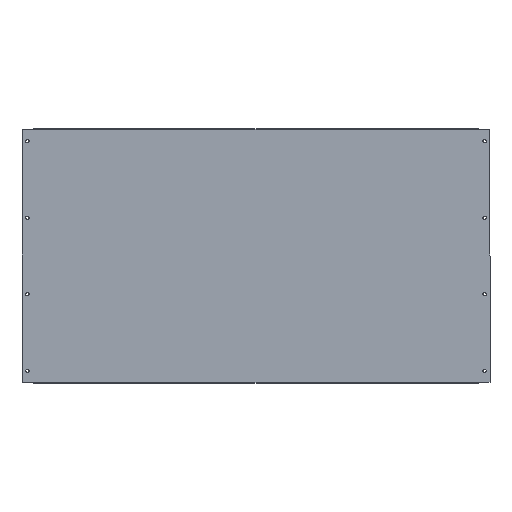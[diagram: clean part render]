
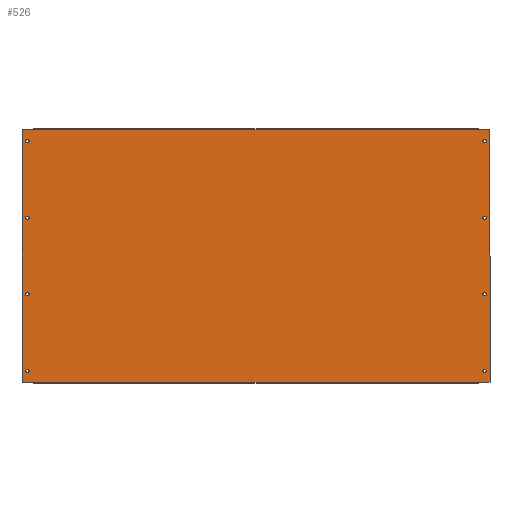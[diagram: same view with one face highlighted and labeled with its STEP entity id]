
A CAD part, top view. The second image highlights one B-rep face of the part: STEP entity #526.
In plain terms, the highlighted planar face has unit normal (0, 0, 1).
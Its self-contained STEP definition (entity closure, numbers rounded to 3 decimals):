
#1 = VERTEX_POINT ( 'NONE', #329 ) ;
#13 = VECTOR ( 'NONE', #789, 1000. ) ;
#17 = LINE ( 'NONE', #913, #220 ) ;
#18 = EDGE_CURVE ( 'NONE', #1, #1, #554, .T. ) ;
#30 = EDGE_LOOP ( 'NONE', ( #745 ) ) ;
#36 = EDGE_CURVE ( 'NONE', #835, #585, #731, .T. ) ;
#46 = CARTESIAN_POINT ( 'NONE',  ( 903.15, 322.5, 0. ) ) ;
#63 = EDGE_CURVE ( 'NONE', #623, #623, #529, .T. ) ;
#65 = DIRECTION ( 'NONE',  ( -1., 0., 0. ) ) ;
#67 = EDGE_LOOP ( 'NONE', ( #675 ) ) ;
#72 = DIRECTION ( 'NONE',  ( -1., 0., 0. ) ) ;
#80 = CIRCLE ( 'NONE', #819, 3.25 ) ;
#83 = EDGE_CURVE ( 'NONE', #585, #803, #17, .T. ) ;
#96 = CARTESIAN_POINT ( 'NONE',  ( 0., 0., 0. ) ) ;
#105 = ORIENTED_EDGE ( 'NONE', *, *, #967, .F. ) ;
#118 = VERTEX_POINT ( 'NONE', #741 ) ;
#125 = DIRECTION ( 'NONE',  ( -1., 0., 0. ) ) ;
#129 = CARTESIAN_POINT ( 'NONE',  ( 0., 0., 0. ) ) ;
#131 = FACE_BOUND ( 'NONE', #958, .T. ) ;
#141 = DIRECTION ( 'NONE',  ( -1., 0., 0. ) ) ;
#143 = CIRCLE ( 'NONE', #202, 3.25 ) ;
#144 = DIRECTION ( 'NONE',  ( 0., 0., -1. ) ) ;
#148 = AXIS2_PLACEMENT_3D ( 'NONE', #201, #407, #125 ) ;
#152 = CARTESIAN_POINT ( 'NONE',  ( 906.4, 472.5, 0. ) ) ;
#154 = CARTESIAN_POINT ( 'NONE',  ( 893.5, 495., 0. ) ) ;
#157 = FACE_BOUND ( 'NONE', #501, .T. ) ;
#158 = EDGE_LOOP ( 'NONE', ( #357 ) ) ;
#161 = DIRECTION ( 'NONE',  ( -1., 0., 0. ) ) ;
#163 = DIRECTION ( 'NONE',  ( 0., 0., -1. ) ) ;
#166 = VECTOR ( 'NONE', #1005, 1000. ) ;
#170 = CARTESIAN_POINT ( 'NONE',  ( 903.15, 22.5, 0. ) ) ;
#172 = CARTESIAN_POINT ( 'NONE',  ( 0., 0., 0. ) ) ;
#178 = VERTEX_POINT ( 'NONE', #838 ) ;
#180 = FACE_BOUND ( 'NONE', #30, .T. ) ;
#193 = LINE ( 'NONE', #670, #166 ) ;
#201 = CARTESIAN_POINT ( 'NONE',  ( 906.4, 322.5, 0. ) ) ;
#202 = AXIS2_PLACEMENT_3D ( 'NONE', #291, #315, #713 ) ;
#209 = ORIENTED_EDGE ( 'NONE', *, *, #722, .T. ) ;
#220 = VECTOR ( 'NONE', #752, 1000. ) ;
#230 = LINE ( 'NONE', #576, #855 ) ;
#233 = LINE ( 'NONE', #303, #261 ) ;
#238 = VERTEX_POINT ( 'NONE', #691 ) ;
#243 = VERTEX_POINT ( 'NONE', #368 ) ;
#252 = PLANE ( 'NONE',  #711 ) ;
#261 = VECTOR ( 'NONE', #293, 1000. ) ;
#266 = ORIENTED_EDGE ( 'NONE', *, *, #533, .T. ) ;
#275 = VERTEX_POINT ( 'NONE', #626 ) ;
#280 = DIRECTION ( 'NONE',  ( -1., 0., 0. ) ) ;
#283 = EDGE_LOOP ( 'NONE', ( #555 ) ) ;
#284 = LINE ( 'NONE', #989, #693 ) ;
#291 = CARTESIAN_POINT ( 'NONE',  ( 10.6, 22.5, 0. ) ) ;
#293 = DIRECTION ( 'NONE',  ( 0., 1., 0. ) ) ;
#299 = DIRECTION ( 'NONE',  ( -1., 0., 0. ) ) ;
#300 = ORIENTED_EDGE ( 'NONE', *, *, #843, .T. ) ;
#303 = CARTESIAN_POINT ( 'NONE',  ( 917., 0., 0. ) ) ;
#310 = DIRECTION ( 'NONE',  ( 0., 0., -1. ) ) ;
#315 = DIRECTION ( 'NONE',  ( 0., 0., -1. ) ) ;
#326 = ORIENTED_EDGE ( 'NONE', *, *, #1022, .T. ) ;
#329 = CARTESIAN_POINT ( 'NONE',  ( 7.35, 172.5, 0. ) ) ;
#337 = CARTESIAN_POINT ( 'NONE',  ( 10.6, 472.5, 0. ) ) ;
#341 = DIRECTION ( 'NONE',  ( 0., 0., -1. ) ) ;
#346 = VERTEX_POINT ( 'NONE', #844 ) ;
#347 = FACE_BOUND ( 'NONE', #158, .T. ) ;
#349 = ORIENTED_EDGE ( 'NONE', *, *, #83, .T. ) ;
#356 = EDGE_CURVE ( 'NONE', #178, #178, #414, .T. ) ;
#357 = ORIENTED_EDGE ( 'NONE', *, *, #897, .T. ) ;
#368 = CARTESIAN_POINT ( 'NONE',  ( 23.5, 495., 0. ) ) ;
#385 = EDGE_CURVE ( 'NONE', #238, #118, #193, .T. ) ;
#407 = DIRECTION ( 'NONE',  ( 0., 0., -1. ) ) ;
#411 = EDGE_CURVE ( 'NONE', #243, #544, #538, .T. ) ;
#414 = CIRCLE ( 'NONE', #497, 3.25 ) ;
#423 = CARTESIAN_POINT ( 'NONE',  ( 7.35, 472.5, 0. ) ) ;
#445 = LINE ( 'NONE', #742, #13 ) ;
#451 = VECTOR ( 'NONE', #589, 1000. ) ;
#455 = EDGE_LOOP ( 'NONE', ( #467, #349, #105, #707, #568, #209, #893, #326 ) ) ;
#467 = ORIENTED_EDGE ( 'NONE', *, *, #36, .T. ) ;
#474 = EDGE_CURVE ( 'NONE', #118, #275, #233, .T. ) ;
#492 = AXIS2_PLACEMENT_3D ( 'NONE', #677, #341, #593 ) ;
#497 = AXIS2_PLACEMENT_3D ( 'NONE', #949, #944, #941 ) ;
#501 = EDGE_LOOP ( 'NONE', ( #564 ) ) ;
#505 = DIRECTION ( 'NONE',  ( 1., 0., 0. ) ) ;
#519 = CARTESIAN_POINT ( 'NONE',  ( 23.5, 495., 0. ) ) ;
#520 = DIRECTION ( 'NONE',  ( 0., 0., -1. ) ) ;
#526 = ADVANCED_FACE ( 'NONE', ( #180, #802, #157, #985, #781, #573, #347, #131, #961 ), #252, .F. ) ;
#529 = CIRCLE ( 'NONE', #492, 3.25 ) ;
#533 = EDGE_CURVE ( 'NONE', #800, #800, #551, .T. ) ;
#538 = LINE ( 'NONE', #519, #953 ) ;
#544 = VERTEX_POINT ( 'NONE', #154 ) ;
#551 = CIRCLE ( 'NONE', #663, 3.25 ) ;
#554 = CIRCLE ( 'NONE', #692, 3.25 ) ;
#555 = ORIENTED_EDGE ( 'NONE', *, *, #578, .T. ) ;
#564 = ORIENTED_EDGE ( 'NONE', *, *, #356, .T. ) ;
#568 = ORIENTED_EDGE ( 'NONE', *, *, #474, .T. ) ;
#570 = CARTESIAN_POINT ( 'NONE',  ( 906.4, 172.5, 0. ) ) ;
#571 = VERTEX_POINT ( 'NONE', #46 ) ;
#573 = FACE_BOUND ( 'NONE', #283, .T. ) ;
#576 = CARTESIAN_POINT ( 'NONE',  ( 0., 495., 0. ) ) ;
#578 = EDGE_CURVE ( 'NONE', #596, #596, #80, .T. ) ;
#585 = VERTEX_POINT ( 'NONE', #129 ) ;
#589 = DIRECTION ( 'NONE',  ( 0., -1., 0. ) ) ;
#593 = DIRECTION ( 'NONE',  ( -1., 0., 0. ) ) ;
#596 = VERTEX_POINT ( 'NONE', #945 ) ;
#623 = VERTEX_POINT ( 'NONE', #170 ) ;
#626 = CARTESIAN_POINT ( 'NONE',  ( 917., 495., 0. ) ) ;
#634 = ORIENTED_EDGE ( 'NONE', *, *, #63, .T. ) ;
#642 = EDGE_LOOP ( 'NONE', ( #266 ) ) ;
#646 = CARTESIAN_POINT ( 'NONE',  ( 0., 495., 0. ) ) ;
#659 = CIRCLE ( 'NONE', #1024, 3.25 ) ;
#663 = AXIS2_PLACEMENT_3D ( 'NONE', #152, #144, #141 ) ;
#670 = CARTESIAN_POINT ( 'NONE',  ( 0., 0., 0. ) ) ;
#675 = ORIENTED_EDGE ( 'NONE', *, *, #18, .T. ) ;
#677 = CARTESIAN_POINT ( 'NONE',  ( 906.4, 22.5, 0. ) ) ;
#691 = CARTESIAN_POINT ( 'NONE',  ( 893.5, 0., 0. ) ) ;
#692 = AXIS2_PLACEMENT_3D ( 'NONE', #983, #520, #821 ) ;
#693 = VECTOR ( 'NONE', #65, 1000. ) ;
#707 = ORIENTED_EDGE ( 'NONE', *, *, #385, .T. ) ;
#711 = AXIS2_PLACEMENT_3D ( 'NONE', #172, #163, #161 ) ;
#713 = DIRECTION ( 'NONE',  ( -1., 0., 0. ) ) ;
#722 = EDGE_CURVE ( 'NONE', #275, #544, #445, .T. ) ;
#731 = LINE ( 'NONE', #96, #451 ) ;
#733 = EDGE_CURVE ( 'NONE', #780, #780, #659, .T. ) ;
#741 = CARTESIAN_POINT ( 'NONE',  ( 917., 0., 0. ) ) ;
#742 = CARTESIAN_POINT ( 'NONE',  ( 0., 495., 0. ) ) ;
#745 = ORIENTED_EDGE ( 'NONE', *, *, #733, .T. ) ;
#752 = DIRECTION ( 'NONE',  ( 1., 0., 0. ) ) ;
#780 = VERTEX_POINT ( 'NONE', #423 ) ;
#781 = FACE_BOUND ( 'NONE', #67, .T. ) ;
#789 = DIRECTION ( 'NONE',  ( -1., 0., 0. ) ) ;
#797 = DIRECTION ( 'NONE',  ( 0., 0., -1. ) ) ;
#800 = VERTEX_POINT ( 'NONE', #957 ) ;
#802 = FACE_BOUND ( 'NONE', #642, .T. ) ;
#803 = VERTEX_POINT ( 'NONE', #952 ) ;
#819 = AXIS2_PLACEMENT_3D ( 'NONE', #570, #797, #72 ) ;
#821 = DIRECTION ( 'NONE',  ( -1., 0., 0. ) ) ;
#835 = VERTEX_POINT ( 'NONE', #646 ) ;
#838 = CARTESIAN_POINT ( 'NONE',  ( 7.35, 322.5, 0. ) ) ;
#843 = EDGE_CURVE ( 'NONE', #571, #571, #1018, .T. ) ;
#844 = CARTESIAN_POINT ( 'NONE',  ( 7.35, 22.5, 0. ) ) ;
#855 = VECTOR ( 'NONE', #280, 1000. ) ;
#868 = EDGE_LOOP ( 'NONE', ( #300 ) ) ;
#893 = ORIENTED_EDGE ( 'NONE', *, *, #411, .F. ) ;
#897 = EDGE_CURVE ( 'NONE', #346, #346, #143, .T. ) ;
#913 = CARTESIAN_POINT ( 'NONE',  ( 0., 0., 0. ) ) ;
#941 = DIRECTION ( 'NONE',  ( -1., 0., 0. ) ) ;
#944 = DIRECTION ( 'NONE',  ( 0., 0., -1. ) ) ;
#945 = CARTESIAN_POINT ( 'NONE',  ( 903.15, 172.5, 0. ) ) ;
#949 = CARTESIAN_POINT ( 'NONE',  ( 10.6, 322.5, 0. ) ) ;
#952 = CARTESIAN_POINT ( 'NONE',  ( 23.5, 0., 0. ) ) ;
#953 = VECTOR ( 'NONE', #505, 1000. ) ;
#957 = CARTESIAN_POINT ( 'NONE',  ( 903.15, 472.5, 0. ) ) ;
#958 = EDGE_LOOP ( 'NONE', ( #634 ) ) ;
#961 = FACE_OUTER_BOUND ( 'NONE', #455, .T. ) ;
#967 = EDGE_CURVE ( 'NONE', #238, #803, #284, .T. ) ;
#983 = CARTESIAN_POINT ( 'NONE',  ( 10.6, 172.5, 0. ) ) ;
#985 = FACE_BOUND ( 'NONE', #868, .T. ) ;
#989 = CARTESIAN_POINT ( 'NONE',  ( 893.5, 0., 0. ) ) ;
#1005 = DIRECTION ( 'NONE',  ( 1., 0., 0. ) ) ;
#1018 = CIRCLE ( 'NONE', #148, 3.25 ) ;
#1022 = EDGE_CURVE ( 'NONE', #243, #835, #230, .T. ) ;
#1024 = AXIS2_PLACEMENT_3D ( 'NONE', #337, #310, #299 ) ;
